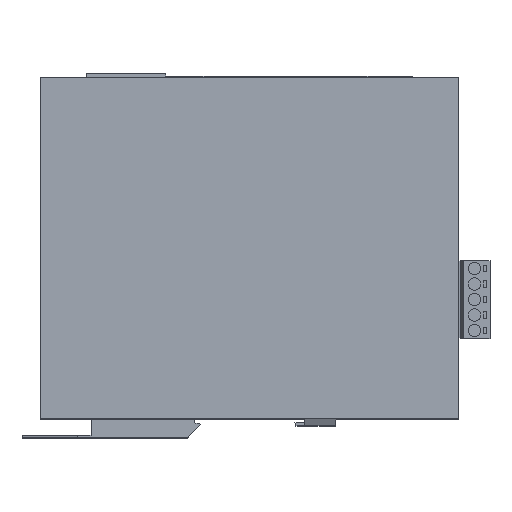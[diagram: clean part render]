
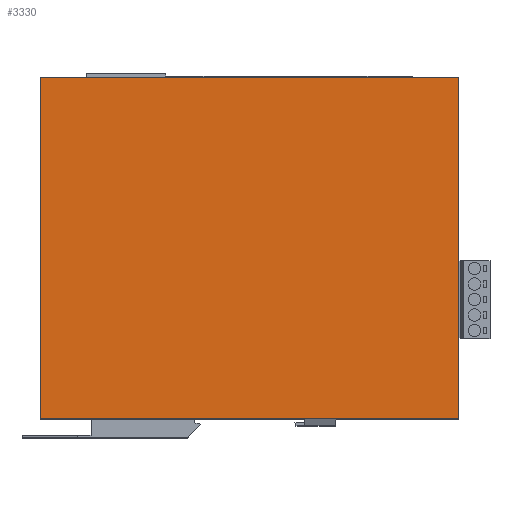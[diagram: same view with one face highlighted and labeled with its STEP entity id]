
A CAD part, top view. The second image highlights one B-rep face of the part: STEP entity #3330.
In plain terms, the highlighted face is planar.
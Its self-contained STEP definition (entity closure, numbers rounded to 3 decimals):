
#2940=CARTESIAN_POINT('',(2.988,73.128,
10.2));
#2950=DIRECTION('',(1.,0.,-0.));
#2960=DIRECTION('',(0.,0.,1.));
#2970=AXIS2_PLACEMENT_3D('',#2940,#2950,#2960);
#2980=PLANE('',#2970);
#2990=CARTESIAN_POINT('',(2.988,0.,-99.8));
#3000=DIRECTION('',(0.,1.,0.));
#3010=VECTOR('',#3000,1.);
#3020=LINE('',#2990,#3010);
#3030=CARTESIAN_POINT('',(2.988,-61.872,
-99.8));
#3040=VERTEX_POINT('',#3030);
#3050=CARTESIAN_POINT('',(2.988,73.128,
-99.8));
#3060=VERTEX_POINT('',#3050);
#3070=EDGE_CURVE('',#3040,#3060,#3020,.T.);
#3080=ORIENTED_EDGE('',*,*,#3070,.T.);
#3090=CARTESIAN_POINT('',(2.988,-61.872,
-99.8));
#3100=DIRECTION('',(0.,0.,-1.));
#3110=VECTOR('',#3100,1.);
#3120=LINE('',#3090,#3110);
#3130=CARTESIAN_POINT('',(2.988,-61.872,
10.2));
#3140=VERTEX_POINT('',#3130);
#3150=EDGE_CURVE('',#3140,#3040,#3120,.T.);
#3160=ORIENTED_EDGE('',*,*,#3150,.T.);
#3170=CARTESIAN_POINT('',(2.988,-60.672,
10.2));
#3180=DIRECTION('',(0.,-1.,0.));
#3190=VECTOR('',#3180,1.);
#3200=LINE('',#3170,#3190);
#3210=CARTESIAN_POINT('',(2.988,73.128,
10.2));
#3220=VERTEX_POINT('',#3210);
#3230=EDGE_CURVE('',#3220,#3140,#3200,.T.);
#3240=ORIENTED_EDGE('',*,*,#3230,.T.);
#3250=CARTESIAN_POINT('',(2.988,73.128,
-99.8));
#3260=DIRECTION('',(0.,0.,-1.));
#3270=VECTOR('',#3260,1.);
#3280=LINE('',#3250,#3270);
#3290=EDGE_CURVE('',#3220,#3060,#3280,.T.);
#3300=ORIENTED_EDGE('',*,*,#3290,.F.);
#3310=EDGE_LOOP('',(#3300,#3240,#3160,#3080));
#3320=FACE_OUTER_BOUND('',#3310,.T.);
#3330=ADVANCED_FACE('',(#3320),#2980,.T.);
